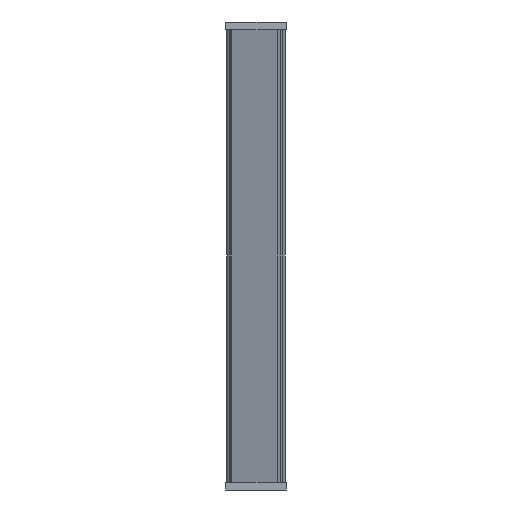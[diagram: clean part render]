
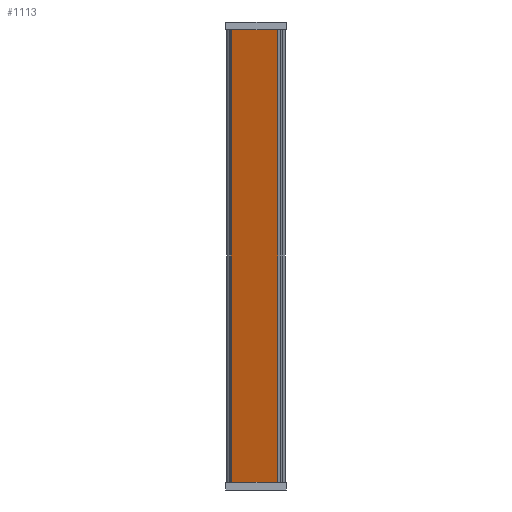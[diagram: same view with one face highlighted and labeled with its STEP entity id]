
A CAD part, left-side view. The second image highlights one B-rep face of the part: STEP entity #1113.
In plain terms, the highlighted planar face has unit normal (-0.94, 0.342, 0).
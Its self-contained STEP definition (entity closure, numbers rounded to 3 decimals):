
#68 = LINE ( 'NONE', #186, #943 ) ;
#120 = CARTESIAN_POINT ( 'NONE',  ( -6.955, -35.684, -300. ) ) ;
#186 = CARTESIAN_POINT ( 'NONE',  ( 5.075, -2.632, -300. ) ) ;
#188 = DIRECTION ( 'NONE',  ( 0.342, 0.94, 0. ) ) ;
#205 = DIRECTION ( 'NONE',  ( 0., 0., 1. ) ) ;
#230 = PLANE ( 'NONE',  #705 ) ;
#276 = CARTESIAN_POINT ( 'NONE',  ( 6.033, 0., 0. ) ) ;
#291 = ORIENTED_EDGE ( 'NONE', *, *, #680, .T. ) ;
#295 = CARTESIAN_POINT ( 'NONE',  ( 5.075, -2.632, 0. ) ) ;
#317 = DIRECTION ( 'NONE',  ( 0.342, 0.94, 0. ) ) ;
#486 = VERTEX_POINT ( 'NONE', #1011 ) ;
#573 = CARTESIAN_POINT ( 'NONE',  ( -6.955, -35.684, -300. ) ) ;
#624 = FACE_OUTER_BOUND ( 'NONE', #1054, .T. ) ;
#680 = EDGE_CURVE ( 'NONE', #930, #928, #922, .T. ) ;
#699 = ORIENTED_EDGE ( 'NONE', *, *, #737, .F. ) ;
#701 = VERTEX_POINT ( 'NONE', #573 ) ;
#705 = AXIS2_PLACEMENT_3D ( 'NONE', #1277, #1001, #317 ) ;
#729 = DIRECTION ( 'NONE',  ( 0.342, 0.94, 0. ) ) ;
#737 = EDGE_CURVE ( 'NONE', #486, #928, #68, .T. ) ;
#785 = VECTOR ( 'NONE', #729, 1000. ) ;
#807 = VECTOR ( 'NONE', #205, 1000. ) ;
#824 = VECTOR ( 'NONE', #188, 1000. ) ;
#833 = CARTESIAN_POINT ( 'NONE',  ( -6.955, -35.684, 0. ) ) ;
#854 = CARTESIAN_POINT ( 'NONE',  ( 6.033, 0., -300. ) ) ;
#894 = EDGE_CURVE ( 'NONE', #701, #930, #1163, .T. ) ;
#922 = LINE ( 'NONE', #276, #824 ) ;
#928 = VERTEX_POINT ( 'NONE', #295 ) ;
#930 = VERTEX_POINT ( 'NONE', #833 ) ;
#943 = VECTOR ( 'NONE', #1044, 1000. ) ;
#978 = ORIENTED_EDGE ( 'NONE', *, *, #894, .T. ) ;
#983 = EDGE_CURVE ( 'NONE', #701, #486, #1100, .T. ) ;
#1001 = DIRECTION ( 'NONE',  ( 0.94, -0.342, 0. ) ) ;
#1011 = CARTESIAN_POINT ( 'NONE',  ( 5.075, -2.632, -300. ) ) ;
#1044 = DIRECTION ( 'NONE',  ( 0., 0., 1. ) ) ;
#1054 = EDGE_LOOP ( 'NONE', ( #291, #699, #1306, #978 ) ) ;
#1100 = LINE ( 'NONE', #854, #785 ) ;
#1113 = ADVANCED_FACE ( 'NONE', ( #624 ), #230, .F. ) ;
#1163 = LINE ( 'NONE', #120, #807 ) ;
#1277 = CARTESIAN_POINT ( 'NONE',  ( 6.033, 0., -300. ) ) ;
#1306 = ORIENTED_EDGE ( 'NONE', *, *, #983, .F. ) ;
